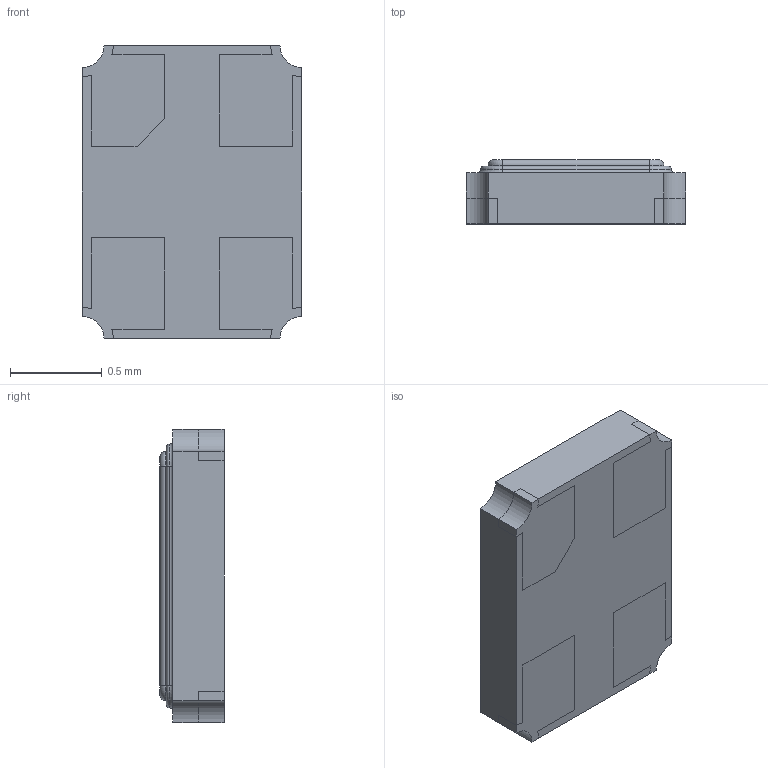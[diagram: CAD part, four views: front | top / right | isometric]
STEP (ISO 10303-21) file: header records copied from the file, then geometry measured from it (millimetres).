
FILE_DESCRIPTION (( 'STEP AP214' ), '1' );
FILE_NAME ('FA-118T 52.0000MF12Z-AC3.STEP', '2022-12-22T04:52:26', ( '' ), ( '' ), 'SwSTEP 2.0', 'SolidWorks 2021', '' );
FILE_SCHEMA (( 'AUTOMOTIVE_DESIGN' ));
Length unit declared in the file: millimetre
Products named in the file (1): FA-118T 52.0000MF12Z-AC3
Bounding box: 1.2 x 0.35 x 1.6 mm (x, y, z)
Volume: 0.6 mm3; surface area: 14.7 mm2
Topology: 8 solids, 8 shells, 127 faces, 314 edges, 204 vertices
Faces by surface type: plane 71, cylinder 44, torus 12
Entity records: 3861 total; most frequent: DIRECTION 674, CARTESIAN_POINT 646, ORIENTED_EDGE 628, EDGE_CURVE 314, AXIS2_PLACEMENT_3D 232, VECTOR 210, LINE 210, VERTEX_POINT 204
